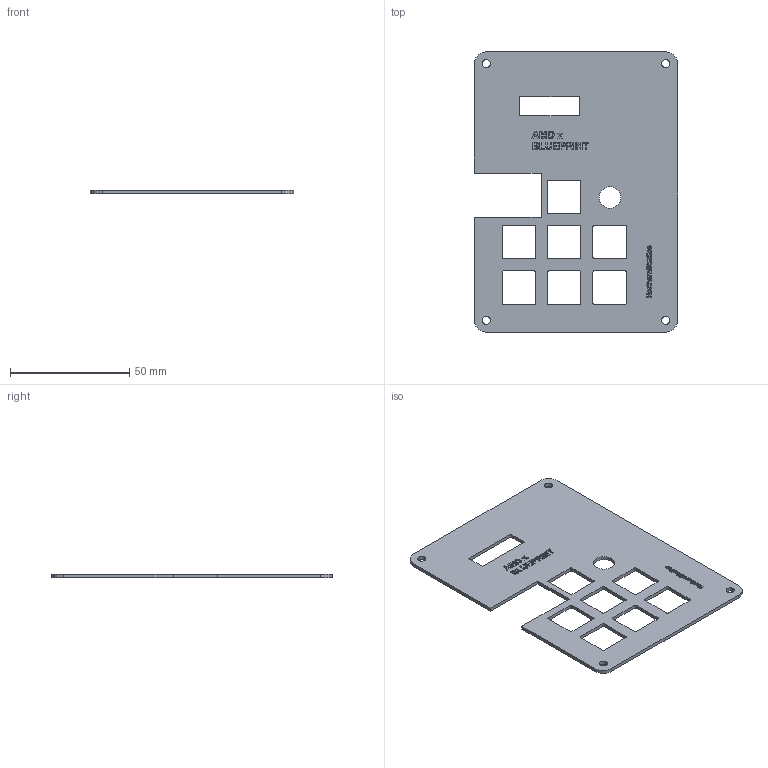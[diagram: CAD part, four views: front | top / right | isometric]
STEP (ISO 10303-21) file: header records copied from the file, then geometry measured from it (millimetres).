
FILE_DESCRIPTION(/* description */ (''),/* implementation_level */ '2;1');
FILE_NAME(/* name */ 'frontplate.step',/* time_stamp */ '2025-12-02T12:38:29+05:00',/* author */ (''),/* organization */ (''),/* preprocessor_version */ 'ST-DEVELOPER v20.1',/* originating_system */ 'Autodesk Translation Framework v14.21.0.0',/* authorisation */ '');
FILE_SCHEMA (('AUTOMOTIVE_DESIGN { 1 0 10303 214 3 1 1 }'));
Length unit declared in the file: millimetre
Products named in the file (1): 2025-12-02-11-52-41-403
Bounding box: 85.26 x 117.52 x 1.5 mm (x, y, z)
Volume: 11701.2 mm3; surface area: 17144.7 mm2
Topology: 1 solids, 1 shells, 591 faces, 1650 edges, 1100 vertices
Faces by surface type: plane 287, bspline 267, cylinder 37
Full cylindrical faces by diameter (mm): 3.4 x4, 9 x1
Entity records: 21393 total; most frequent: CARTESIAN_POINT 7881, ORIENTED_EDGE 3300, DIRECTION 1840, EDGE_CURVE 1650, VERTEX_POINT 1100, LINE 1042, VECTOR 1042, EDGE_LOOP 656
